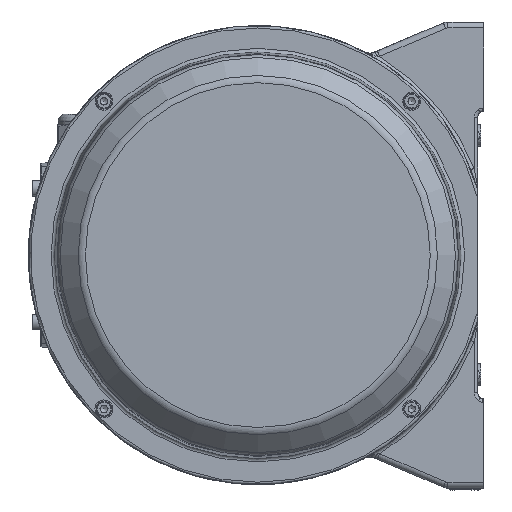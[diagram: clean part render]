
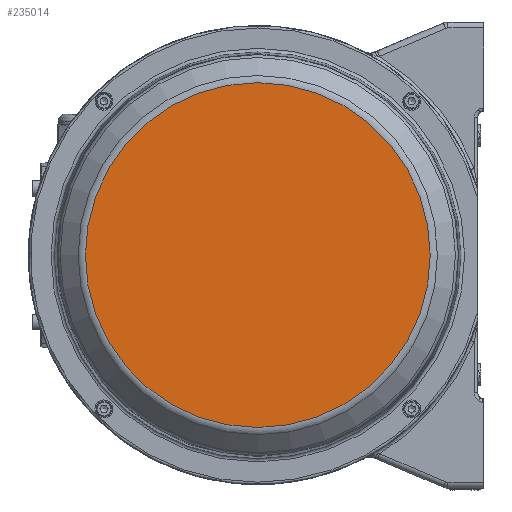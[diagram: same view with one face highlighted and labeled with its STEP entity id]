
A CAD part, left-side view. The second image highlights one B-rep face of the part: STEP entity #235014.
In plain terms, the highlighted planar face has unit normal (-1, 0, 0).
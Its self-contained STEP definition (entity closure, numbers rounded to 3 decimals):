
#8655 = AXIS2_PLACEMENT_3D ( 'NONE', #203784, #74195, #225459 ) ;
#16063 = EDGE_CURVE ( 'NONE', #132635, #132635, #76505, .T. ) ;
#45196 = EDGE_LOOP ( 'NONE', ( #180343 ) ) ;
#53296 = DIRECTION ( 'NONE',  ( -1., 0., 0. ) ) ;
#74195 = DIRECTION ( 'NONE',  ( 1., 0., 0. ) ) ;
#76505 = CIRCLE ( 'NONE', #155323, 144.237 ) ;
#125096 = FACE_OUTER_BOUND ( 'NONE', #45196, .T. ) ;
#132635 = VERTEX_POINT ( 'NONE', #206343 ) ;
#155323 = AXIS2_PLACEMENT_3D ( 'NONE', #182919, #53296, #204675 ) ;
#180343 = ORIENTED_EDGE ( 'NONE', *, *, #16063, .T. ) ;
#181072 = PLANE ( 'NONE',  #8655 ) ;
#182919 = CARTESIAN_POINT ( 'NONE',  ( -387., 0., 0. ) ) ;
#203784 = CARTESIAN_POINT ( 'NONE',  ( -387., 144.237, 0. ) ) ;
#204675 = DIRECTION ( 'NONE',  ( 0., 0., 1. ) ) ;
#206343 = CARTESIAN_POINT ( 'NONE',  ( -387., 0., 144.237 ) ) ;
#225459 = DIRECTION ( 'NONE',  ( 0., 0., -1. ) ) ;
#235014 = ADVANCED_FACE ( 'NONE', ( #125096 ), #181072, .F. ) ;
